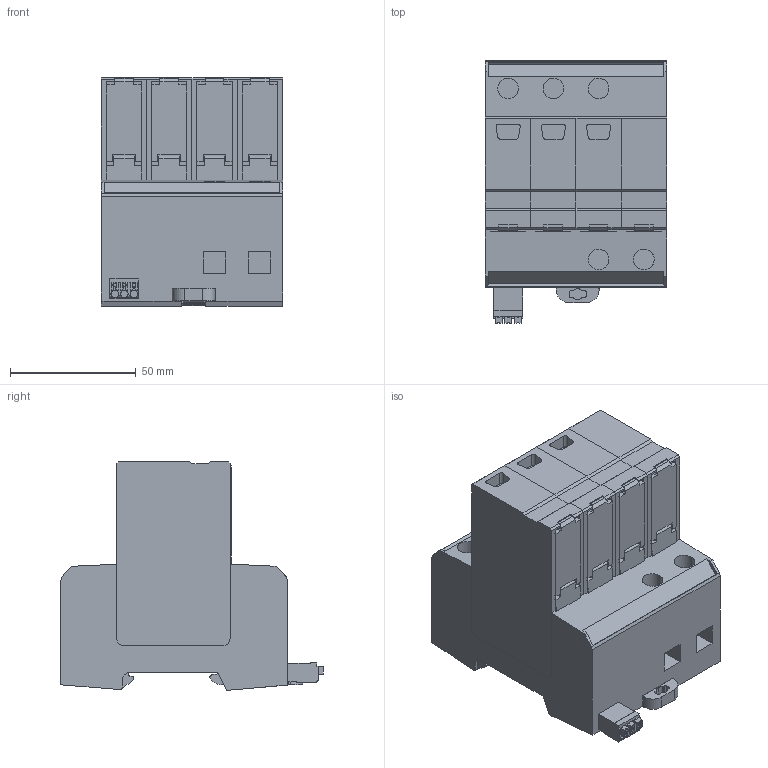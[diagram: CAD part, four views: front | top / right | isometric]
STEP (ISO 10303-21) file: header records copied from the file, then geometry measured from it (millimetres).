
FILE_DESCRIPTION(('CATIA V5 STEP Exchange','CAx-IF Rec.Pracs.--- Model Styling and Organization---1.4--- 2014-01-23'),'2;1');
FILE_NAME ('D1505805_0', '2021-10-11T11:02:58+00:00', ('none'), ('Weidmueller'), 'CATIA Version 5-6 Release 2016 SP3 HF44', 'CATIA V5 STEP AP214', 'none');
FILE_SCHEMA(('AUTOMOTIVE_DESIGN { 1 0 10303 214 1 1 1 1 }'));
Length unit declared in the file: millimetre
Products named in the file (1): S3D_VPU_AC_I_3-MOV_R_950_12-5
Bounding box: 72 x 104.5 x 91 mm (x, y, z)
Volume: 417809.5 mm3; surface area: 97783.9 mm2
Topology: 36 solids, 36 shells, 1038 faces, 2880 edges, 1972 vertices
Faces by surface type: plane 800, cylinder 184, extrusion 48, cone 6
Entity records: 34274 total; most frequent: CARTESIAN_POINT 7842, ORIENTED_EDGE 5760, DIRECTION 4200, EDGE_CURVE 2880, VECTOR 2284, LINE 2236, VERTEX_POINT 1972, AXIS2_PLACEMENT_3D 1135
